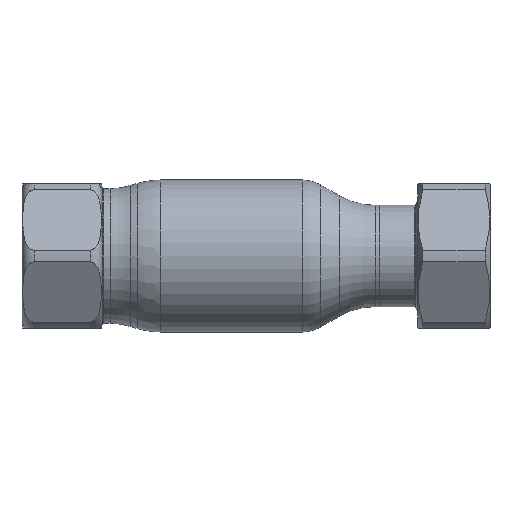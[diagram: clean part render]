
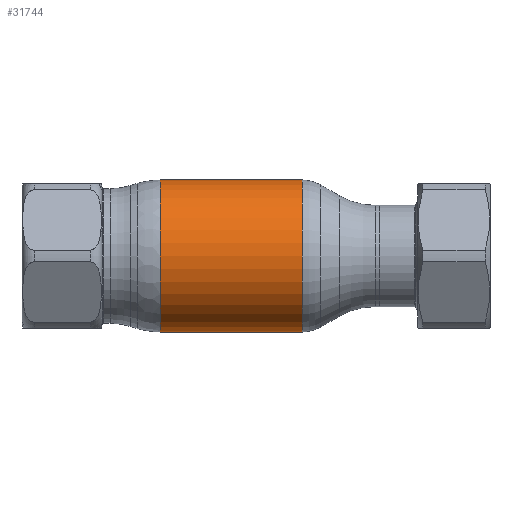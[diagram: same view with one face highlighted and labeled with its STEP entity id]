
A CAD part, front view. The second image highlights one B-rep face of the part: STEP entity #31744.
In plain terms, the highlighted cylindrical face has radius 19 mm (diameter 38 mm), a partial arc.
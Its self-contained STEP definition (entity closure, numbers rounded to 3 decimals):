
#559 = VERTEX_POINT ( 'NONE', #14898 ) ;
#1701 = CIRCLE ( 'NONE', #18845, 19. ) ;
#2230 = VERTEX_POINT ( 'NONE', #31229 ) ;
#4947 = CYLINDRICAL_SURFACE ( 'NONE', #41844, 19. ) ;
#6052 = EDGE_CURVE ( 'NONE', #50468, #33478, #17963, .T. ) ;
#6115 = DIRECTION ( 'NONE',  ( 0., 0., -1. ) ) ;
#9310 = CARTESIAN_POINT ( 'NONE',  ( 62.69, 0., -19. ) ) ;
#12775 = CARTESIAN_POINT ( 'NONE',  ( 18.088, 0., 0. ) ) ;
#14241 = LINE ( 'NONE', #51724, #28440 ) ;
#14717 = CIRCLE ( 'NONE', #17577, 19. ) ;
#14898 = CARTESIAN_POINT ( 'NONE',  ( 18.088, 0., 19. ) ) ;
#17191 = VECTOR ( 'NONE', #49521, 1000. ) ;
#17577 = AXIS2_PLACEMENT_3D ( 'NONE', #12775, #24938, #29712 ) ;
#17963 = LINE ( 'NONE', #9310, #17191 ) ;
#18721 = ORIENTED_EDGE ( 'NONE', *, *, #27806, .T. ) ;
#18845 = AXIS2_PLACEMENT_3D ( 'NONE', #19417, #45919, #24428 ) ;
#19417 = CARTESIAN_POINT ( 'NONE',  ( -17.411, 0., 0. ) ) ;
#23678 = EDGE_CURVE ( 'NONE', #559, #33478, #14717, .T. ) ;
#24428 = DIRECTION ( 'NONE',  ( 0., 0., -1. ) ) ;
#24938 = DIRECTION ( 'NONE',  ( 1., 0., 0. ) ) ;
#27806 = EDGE_CURVE ( 'NONE', #2230, #50468, #1701, .T. ) ;
#28440 = VECTOR ( 'NONE', #36837, 1000. ) ;
#29544 = ORIENTED_EDGE ( 'NONE', *, *, #23678, .F. ) ;
#29712 = DIRECTION ( 'NONE',  ( 0., 0., -1. ) ) ;
#29747 = CARTESIAN_POINT ( 'NONE',  ( -17.411, 0., -19. ) ) ;
#30982 = EDGE_CURVE ( 'NONE', #2230, #559, #14241, .T. ) ;
#31229 = CARTESIAN_POINT ( 'NONE',  ( -17.411, 0., 19. ) ) ;
#31744 = ADVANCED_FACE ( 'NONE', ( #36756 ), #4947, .T. ) ;
#33478 = VERTEX_POINT ( 'NONE', #53571 ) ;
#36756 = FACE_OUTER_BOUND ( 'NONE', #51263, .T. ) ;
#36837 = DIRECTION ( 'NONE',  ( 1., 0., 0. ) ) ;
#38177 = ORIENTED_EDGE ( 'NONE', *, *, #6052, .T. ) ;
#39442 = ORIENTED_EDGE ( 'NONE', *, *, #30982, .F. ) ;
#41844 = AXIS2_PLACEMENT_3D ( 'NONE', #51644, #51928, #6115 ) ;
#45919 = DIRECTION ( 'NONE',  ( 1., 0., 0. ) ) ;
#49521 = DIRECTION ( 'NONE',  ( 1., 0., 0. ) ) ;
#50468 = VERTEX_POINT ( 'NONE', #29747 ) ;
#51263 = EDGE_LOOP ( 'NONE', ( #39442, #18721, #38177, #29544 ) ) ;
#51644 = CARTESIAN_POINT ( 'NONE',  ( 62.69, 0., 0. ) ) ;
#51724 = CARTESIAN_POINT ( 'NONE',  ( 62.69, 0., 19. ) ) ;
#51928 = DIRECTION ( 'NONE',  ( 1., 0., 0. ) ) ;
#53571 = CARTESIAN_POINT ( 'NONE',  ( 18.088, 0., -19. ) ) ;
